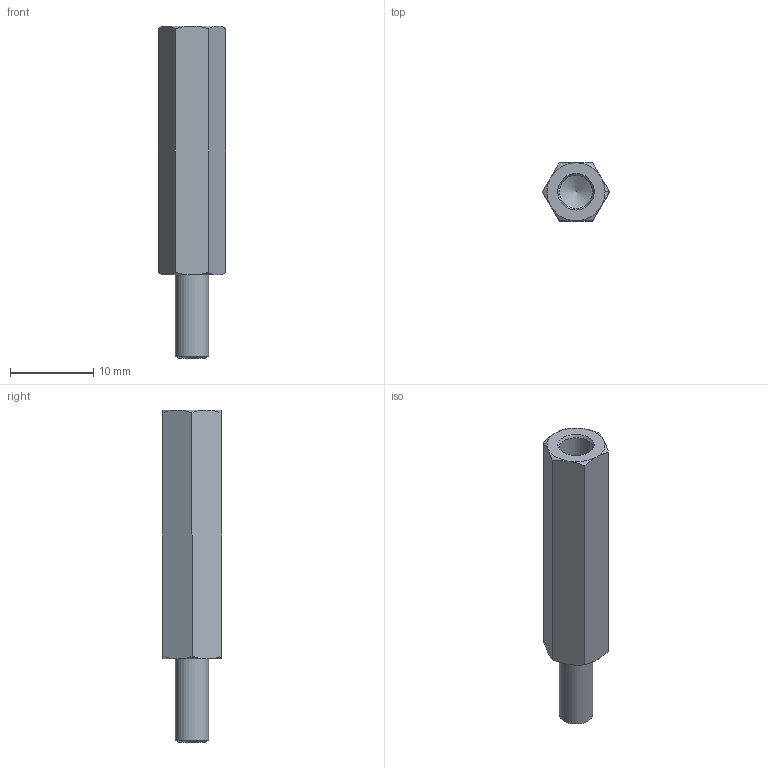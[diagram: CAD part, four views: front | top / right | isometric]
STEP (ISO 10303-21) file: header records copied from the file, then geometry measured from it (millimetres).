
FILE_DESCRIPTION(('FreeCAD Model'),'2;1');
FILE_NAME('hexagonal_spacer_MF_M4_H30_HEX7_FTD10_MTD10.step','2020-03-04T21:08:30',('Author'),(''), 'Open CASCADE STEP processor 7.3','FreeCAD','Unknown');
FILE_SCHEMA(('AUTOMOTIVE_DESIGN { 1 0 10303 214 1 1 1 1 }'));
Length unit declared in the file: millimetre
Products named in the file (1): M4_MF_TORRETTA
Bounding box: 8.08 x 7 x 40 mm (x, y, z)
Volume: 1265.6 mm3; surface area: 1057.4 mm2
Topology: 1 solids, 1 shells, 28 faces, 70 edges, 45 vertices
Faces by surface type: cone 17, plane 9, cylinder 2
Full cylindrical faces by diameter (mm): 4 x2
Entity records: 2054 total; most frequent: CARTESIAN_POINT 545, DIRECTION 237, ORIENTED_EDGE 138, PCURVE 138, DEFINITIONAL_REPRESENTATION 138, LINE 74, VECTOR 74, AXIS2_PLACEMENT_3D 73
